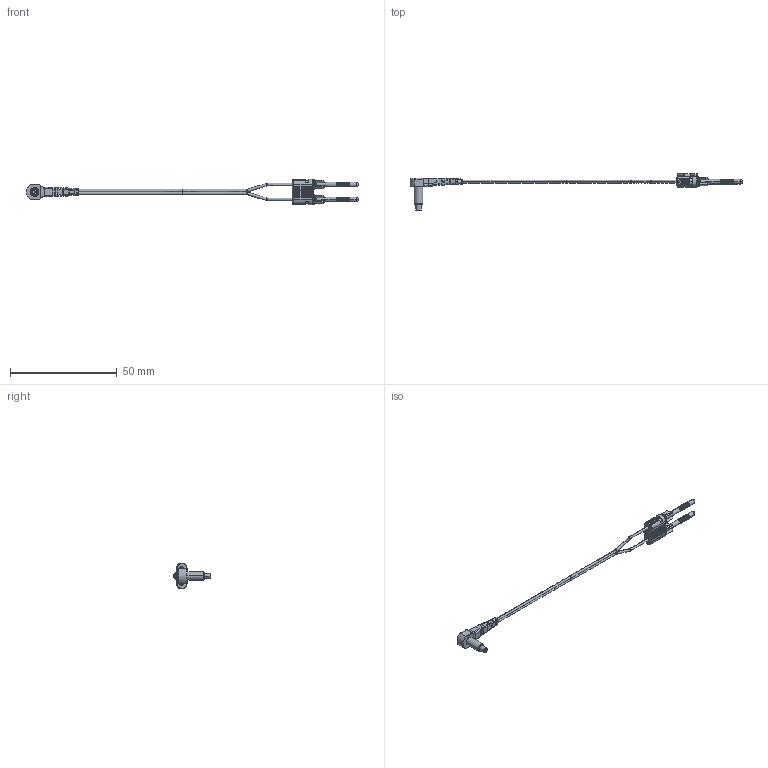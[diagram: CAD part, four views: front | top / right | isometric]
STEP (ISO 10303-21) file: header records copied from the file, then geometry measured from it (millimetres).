
FILE_DESCRIPTION((''),'2;1');
FILE_NAME('ASM0001_ASM','2020-10-07T',('user1'),(''),'PRO/ENGINEER BY PARAMETRIC TECHNOLOGY CORPORATION, 2013430','PRO/ENGINEER BY PARAMETRIC TECHNOLOGY CORPORATION, 2013430','');
FILE_SCHEMA(('CONFIG_CONTROL_DESIGN'));
Length unit declared in the file: millimetre
Products named in the file (7): HEAD-T01; 5584556; R0063-13-A; R0063-13-B; R0063-13; ASM00021_ASM; ASM0001_ASM
Assembly tree (7 placements, depth 3):
  ASM0001_ASM
    HEAD-T01
    5584556
    ASM00021_ASM
      R0063-13-A
      R0063-13-B
      R0063-13  x2
Bounding box: 155.19 x 17.25 x 12 mm (x, y, z)
Volume: 1352.7 mm3; surface area: 3515.2 mm2
Topology: 10 solids, 10 shells, 640 faces, 1655 edges, 1037 vertices
Faces by surface type: cylinder 217, plane 215, torus 96, bspline 78, cone 26, extrusion 4, sphere 4
Entity records: 21478 total; most frequent: CARTESIAN_POINT 9156, ORIENTED_EDGE 2750, DIRECTION 2254, EDGE_CURVE 1375, VERTEX_POINT 869, AXIS2_PLACEMENT_3D 837, VECTOR 580, LINE 576
